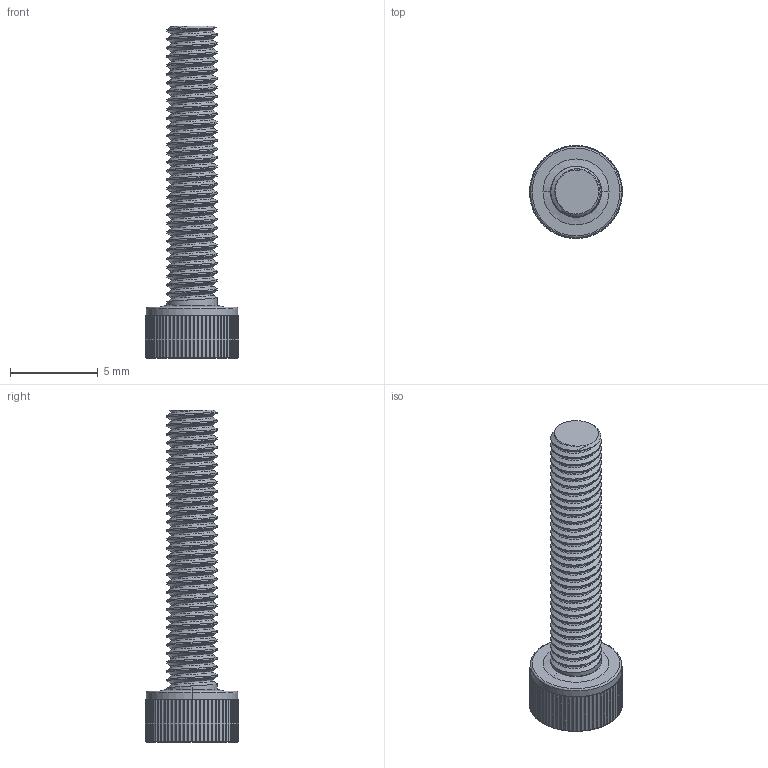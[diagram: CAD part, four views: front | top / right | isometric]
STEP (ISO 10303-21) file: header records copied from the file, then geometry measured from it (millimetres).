
FILE_DESCRIPTION (( 'STEP AP214' ), '1' );
FILE_NAME ('M3X16-screw.STEP', '2022-05-02T08:28:26', ( '' ), ( '' ), 'SwSTEP 2.0', 'SolidWorks 2021', '' );
FILE_SCHEMA (( 'AUTOMOTIVE_DESIGN' ));
Length unit declared in the file: millimetre
Products named in the file (1): M3X16-screw
Bounding box: 5.3 x 5.3 x 18.9 mm (x, y, z)
Volume: 142.4 mm3; surface area: 302.1 mm2
Topology: 1 solids, 1 shells, 240 faces, 692 edges, 457 vertices
Faces by surface type: cylinder 213, plane 12, bspline 8, torus 6, cone 1
Entity records: 17630 total; most frequent: CARTESIAN_POINT 11667, ORIENTED_EDGE 1384, DIRECTION 1174, EDGE_CURVE 692, AXIS2_PLACEMENT_3D 469, VERTEX_POINT 457, EDGE_LOOP 243, FACE_OUTER_BOUND 240
